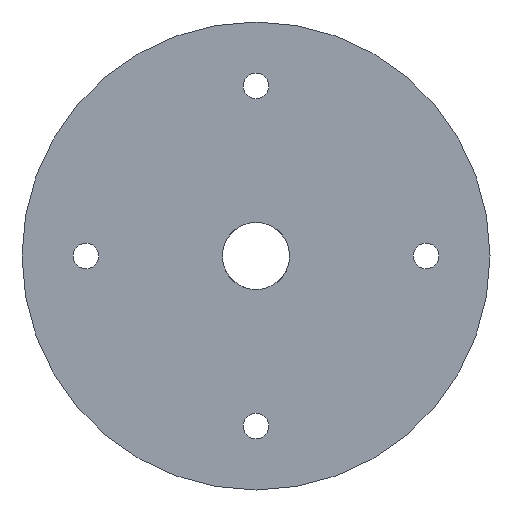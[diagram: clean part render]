
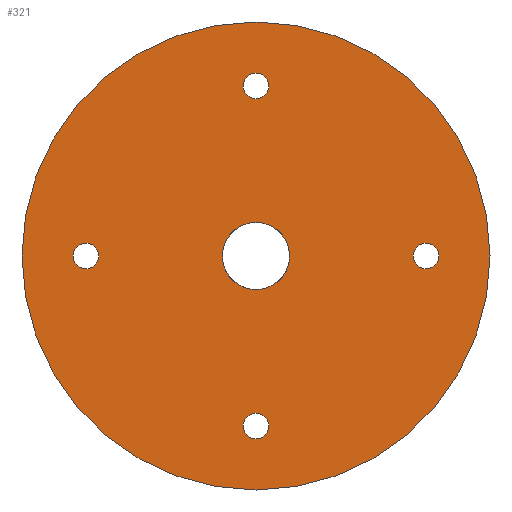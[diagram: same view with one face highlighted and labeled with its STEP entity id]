
A CAD part, front view. The second image highlights one B-rep face of the part: STEP entity #321.
In plain terms, the highlighted planar face has unit normal (0, -1, 0).
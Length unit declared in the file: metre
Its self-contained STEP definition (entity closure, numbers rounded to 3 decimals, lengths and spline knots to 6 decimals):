
#16=PLANE('',#367);
#89=ORIENTED_EDGE('',*,*,#145,.T.);
#90=ORIENTED_EDGE('',*,*,#155,.T.);
#91=ORIENTED_EDGE('',*,*,#153,.T.);
#92=ORIENTED_EDGE('',*,*,#151,.T.);
#93=ORIENTED_EDGE('',*,*,#149,.T.);
#94=ORIENTED_EDGE('',*,*,#160,.F.);
#145=EDGE_CURVE('',#184,#184,#204,.T.);
#149=EDGE_CURVE('',#186,#186,#206,.T.);
#151=EDGE_CURVE('',#188,#188,#208,.T.);
#153=EDGE_CURVE('',#190,#190,#210,.T.);
#155=EDGE_CURVE('',#192,#192,#212,.T.);
#160=EDGE_CURVE('',#196,#196,#213,.T.);
#184=VERTEX_POINT('',#539);
#186=VERTEX_POINT('',#547);
#188=VERTEX_POINT('',#552);
#190=VERTEX_POINT('',#557);
#192=VERTEX_POINT('',#562);
#196=VERTEX_POINT('',#631);
#204=CIRCLE('',#352,0.00395);
#206=CIRCLE('',#356,0.0015);
#208=CIRCLE('',#359,0.0015);
#210=CIRCLE('',#362,0.0015);
#212=CIRCLE('',#365,0.0015);
#213=CIRCLE('',#368,0.0275);
#239=EDGE_LOOP('',(#89));
#240=EDGE_LOOP('',(#90));
#241=EDGE_LOOP('',(#91));
#242=EDGE_LOOP('',(#92));
#243=EDGE_LOOP('',(#93));
#244=EDGE_LOOP('',(#94));
#281=FACE_BOUND('',#239,.T.);
#282=FACE_BOUND('',#240,.T.);
#283=FACE_BOUND('',#241,.T.);
#284=FACE_BOUND('',#242,.T.);
#285=FACE_BOUND('',#243,.T.);
#286=FACE_BOUND('',#244,.T.);
#321=ADVANCED_FACE('',(#281,#282,#283,#284,#285,#286),#16,.F.);
#352=AXIS2_PLACEMENT_3D('',#538,#404,#405);
#356=AXIS2_PLACEMENT_3D('',#546,#414,#415);
#359=AXIS2_PLACEMENT_3D('',#551,#420,#421);
#362=AXIS2_PLACEMENT_3D('',#556,#426,#427);
#365=AXIS2_PLACEMENT_3D('',#561,#432,#433);
#367=AXIS2_PLACEMENT_3D('',#629,#438,#439);
#368=AXIS2_PLACEMENT_3D('',#630,#440,#441);
#404=DIRECTION('',(0.,1.,0.));
#405=DIRECTION('',(0.,0.,1.));
#414=DIRECTION('',(0.,1.,0.));
#415=DIRECTION('',(0.,0.,1.));
#420=DIRECTION('',(0.,1.,0.));
#421=DIRECTION('',(0.,0.,1.));
#426=DIRECTION('',(0.,1.,0.));
#427=DIRECTION('',(0.,0.,1.));
#432=DIRECTION('',(0.,1.,0.));
#433=DIRECTION('',(0.,0.,1.));
#438=DIRECTION('',(0.,1.,0.));
#439=DIRECTION('',(-1.,0.,0.));
#440=DIRECTION('',(0.,1.,0.));
#441=DIRECTION('',(0.,0.,1.));
#538=CARTESIAN_POINT('',(0.,0.0025,0.));
#539=CARTESIAN_POINT('',(0.,0.0025,0.00395));
#546=CARTESIAN_POINT('',(0.,0.0025,0.02));
#547=CARTESIAN_POINT('',(0.,0.0025,0.0215));
#551=CARTESIAN_POINT('',(0.02,0.0025,0.));
#552=CARTESIAN_POINT('',(0.02,0.0025,0.0015));
#556=CARTESIAN_POINT('',(0.,0.0025,-0.02));
#557=CARTESIAN_POINT('',(0.,0.0025,-0.0185));
#561=CARTESIAN_POINT('',(-0.02,0.0025,0.));
#562=CARTESIAN_POINT('',(-0.02,0.0025,0.0015));
#629=CARTESIAN_POINT('',(0.,0.0025,0.000071));
#630=CARTESIAN_POINT('',(0.,0.0025,0.));
#631=CARTESIAN_POINT('',(0.,0.0025,0.0275));
